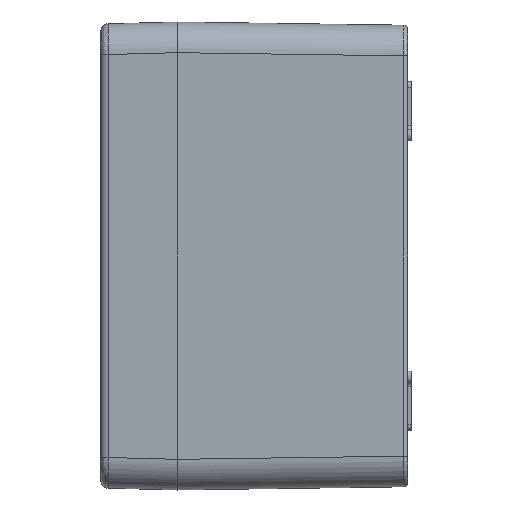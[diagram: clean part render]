
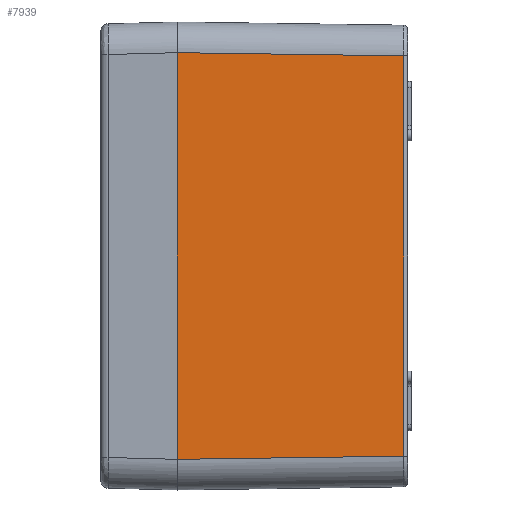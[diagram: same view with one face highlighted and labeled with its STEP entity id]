
A CAD part, left-side view. The second image highlights one B-rep face of the part: STEP entity #7939.
In plain terms, the highlighted planar face has unit normal (-1, -0.014, 0).
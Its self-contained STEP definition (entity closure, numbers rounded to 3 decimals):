
#821=CARTESIAN_POINT('',(-61.,60.,53.001));
#834=DIRECTION('',(0.,0.,1.));
#835=VECTOR('',#834,106.002);
#836=CARTESIAN_POINT('',(-61.,60.,-53.001));
#837=LINE('',#836,#835);
#849=CARTESIAN_POINT('',(-61.,60.,-53.001));
#3603=DIRECTION('',(0.,0.,-1.));
#3604=VECTOR('',#3603,104.353);
#3605=CARTESIAN_POINT('',(-60.176,0.986,
52.177));
#3606=LINE('',#3605,#3604);
#3610=DIRECTION('',(0.014,-1.,0.014));
#3611=VECTOR('',#3610,59.025);
#3612=CARTESIAN_POINT('',(-61.,60.,-53.001));
#3613=LINE('',#3612,#3611);
#3617=DIRECTION('',(0.014,-1.,-0.014));
#3618=VECTOR('',#3617,59.025);
#3619=CARTESIAN_POINT('',(-61.,60.,53.001));
#3620=LINE('',#3619,#3618);
#3634=CARTESIAN_POINT('',(-60.176,0.986,
52.177));
#4186=VERTEX_POINT('',#821);
#4189=VERTEX_POINT('',#849);
#4201=VERTEX_POINT('',#3634);
#4204=CARTESIAN_POINT('',(-60.176,0.986,
-52.176));
#4205=VERTEX_POINT('',#4204);
#7927=CARTESIAN_POINT('',(-61.,60.,-64.205));
#7928=DIRECTION('',(-1.,-0.014,0.));
#7929=DIRECTION('',(0.,0.,1.));
#7930=AXIS2_PLACEMENT_3D('',#7927,#7928,#7929);
#7931=PLANE('',#7930);
#7932=ORIENTED_EDGE('',*,*,#7734,.T.);
#7933=ORIENTED_EDGE('',*,*,#7922,.F.);
#7934=ORIENTED_EDGE('',*,*,#5035,.T.);
#7936=ORIENTED_EDGE('',*,*,#7935,.T.);
#7937=EDGE_LOOP('',(#7932,#7933,#7934,#7936));
#7938=FACE_OUTER_BOUND('',#7937,.F.);
#7939=ADVANCED_FACE('',(#7938),#7931,.T.);
#5035=EDGE_CURVE('',#4189,#4186,#837,.T.);
#7734=EDGE_CURVE('',#4201,#4205,#3606,.T.);
#7922=EDGE_CURVE('',#4189,#4205,#3613,.T.);
#7935=EDGE_CURVE('',#4186,#4201,#3620,.T.);
